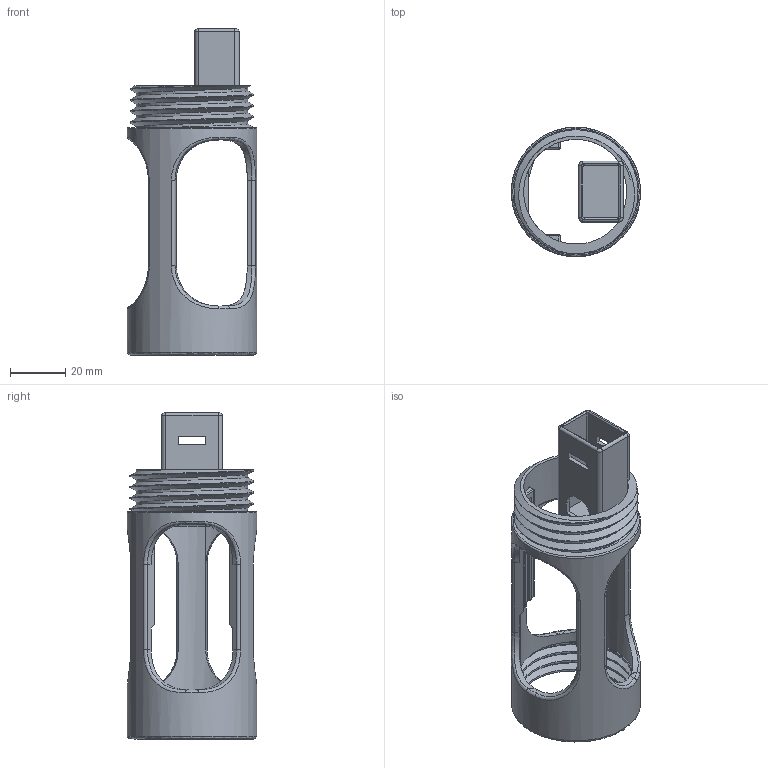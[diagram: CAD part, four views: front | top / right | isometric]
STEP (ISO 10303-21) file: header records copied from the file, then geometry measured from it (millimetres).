
FILE_DESCRIPTION(/* description */ (''),/* implementation_level */ '2;1');
FILE_NAME(/* name */ 'Case Experience Geometry v8.step',/* time_stamp */ '2023-06-08T19:08:48+02:00',/* author */ (''),/* organization */ (''),/* preprocessor_version */ 'ST-DEVELOPER v19.2',/* originating_system */ 'Autodesk Translation Framework v12.4.0.73',/* authorisation */ '');
FILE_SCHEMA (('AUTOMOTIVE_DESIGN { 1 0 10303 214 3 1 1 }'));
Length unit declared in the file: millimetre
Products named in the file (1): Case Experience Geometry
Bounding box: 46.6 x 46.6 x 117.54 mm (x, y, z)
Volume: 24283.1 mm3; surface area: 25493.6 mm2
Topology: 1 solids, 1 shells, 219 faces, 616 edges, 392 vertices
Faces by surface type: cylinder 91, plane 79, bspline 27, torus 14, cone 6, sphere 2
Full cylindrical faces by diameter (mm): 40.132 x3, 44.703 x3, 45.439 x2, 46.6 x1
Entity records: 19376 total; most frequent: CARTESIAN_POINT 13917, ORIENTED_EDGE 1228, DIRECTION 1036, EDGE_CURVE 614, VERTEX_POINT 392, AXIS2_PLACEMENT_3D 376, LINE 284, VECTOR 284
